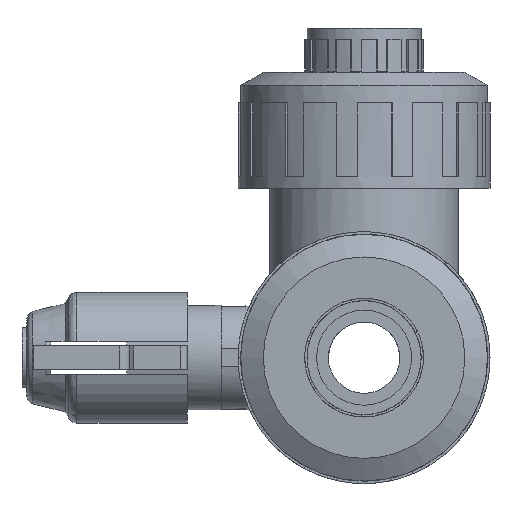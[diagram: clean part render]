
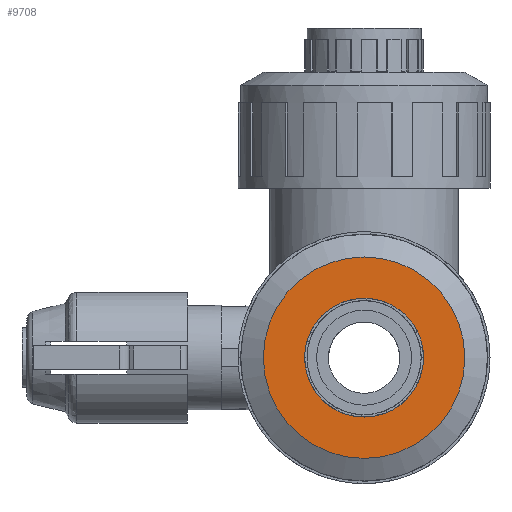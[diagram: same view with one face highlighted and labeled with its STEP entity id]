
A CAD part, left-side view. The second image highlights one B-rep face of the part: STEP entity #9708.
In plain terms, the highlighted planar face has unit normal (-1, 0, 0).
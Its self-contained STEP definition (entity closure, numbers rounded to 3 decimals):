
#61=FACE_BOUND('',#1900,.T.);
#237=CIRCLE('',#10058,12.5);
#239=CIRCLE('',#10061,21.2);
#832=PLANE('',#10682);
#1363=FACE_OUTER_BOUND('',#1899,.T.);
#1899=EDGE_LOOP('',(#8693));
#1900=EDGE_LOOP('',(#8694));
#4271=VERTEX_POINT('',#15264);
#4273=VERTEX_POINT('',#15270);
#5282=EDGE_CURVE('',#4271,#4271,#237,.T.);
#5285=EDGE_CURVE('',#4273,#4273,#239,.T.);
#8693=ORIENTED_EDGE('',*,*,#5285,.T.);
#8694=ORIENTED_EDGE('',*,*,#5282,.F.);
#9708=ADVANCED_FACE('',(#1363,#61),#832,.T.);
#10058=AXIS2_PLACEMENT_3D('',#15266,#11398,#11399);
#10061=AXIS2_PLACEMENT_3D('',#15272,#11405,#11406);
#10682=AXIS2_PLACEMENT_3D('',#17188,#13247,#13248);
#11398=DIRECTION('center_axis',(-1.,0.,0.));
#11399=DIRECTION('ref_axis',(0.,1.,0.));
#11405=DIRECTION('center_axis',(-1.,0.,0.));
#11406=DIRECTION('ref_axis',(0.,1.,0.));
#13247=DIRECTION('center_axis',(-1.,0.,0.));
#13248=DIRECTION('ref_axis',(0.,1.,0.));
#15264=CARTESIAN_POINT('',(-60.043,-12.5,0.));
#15266=CARTESIAN_POINT('Origin',(-60.043,0.,0.));
#15270=CARTESIAN_POINT('',(-60.043,-21.2,0.));
#15272=CARTESIAN_POINT('Origin',(-60.043,0.,0.));
#17188=CARTESIAN_POINT('Origin',(-60.043,16.85,0.));
